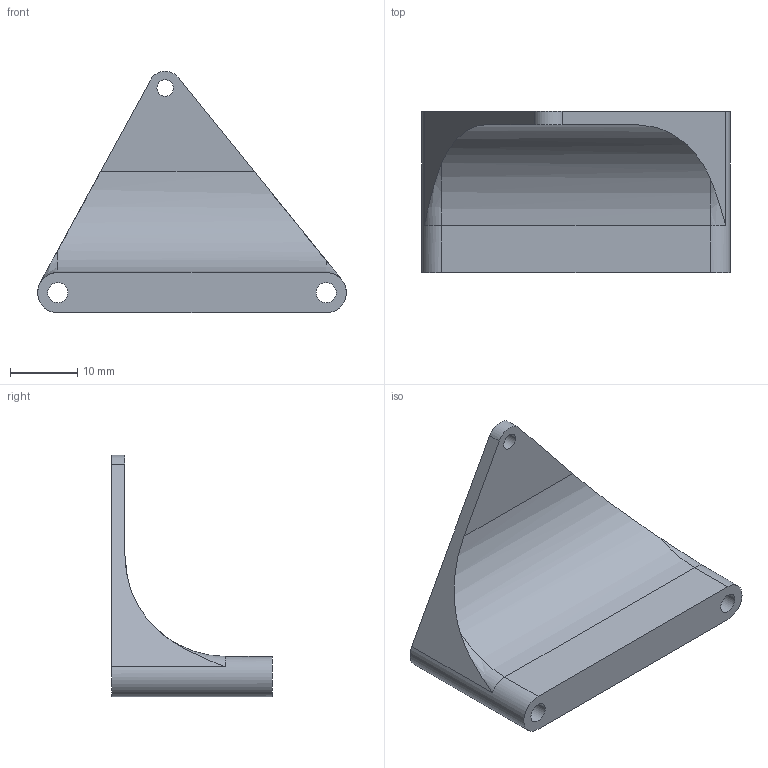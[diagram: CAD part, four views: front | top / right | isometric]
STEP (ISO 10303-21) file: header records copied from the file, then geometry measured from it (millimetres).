
FILE_DESCRIPTION(('CATIA V5 STEP Exchange','CAx-IF Rec.Pracs.--- Model Styling and Organization---1.4--- 2014-01-23','CAx-IF Rec.Pracs.---Representation and Presentation of Product Manufacturing Information (PMI)---4.0---2014-10-13','CAx-IF Rec.Pracs.---User Defined Attributes---1.3---2014-10-09','CAx-IF Rec.Pracs.--- Geometric and Assembly Validation Properties ---4.2---2014-10-09','CAx-IF Rec.Pracs.---3D Tessellated Data Validation Properties---0.5---2014-09-14'),'2;1');
FILE_NAME('Support Gauche.stp','2019-01-28T07:19:22+00:00',('none'),('none'),'CATIA Version 5-6 Release 2017 SP2 HF31','CATIA V5 STEP AP242','none');
FILE_SCHEMA(('AP242_MANAGED_MODEL_BASED_3D_ENGINEERING_MIM_LF {1 0 10303 442 1 1 4}'));
Length unit declared in the file: millimetre
Products named in the file (1): Support
Bounding box: 46 x 24 x 35.99 mm (x, y, z)
Volume: 9345 mm3; surface area: 4603.5 mm2
Topology: 1 solids, 1 shells, 19 faces, 49 edges, 32 vertices
Faces by surface type: cylinder 10, plane 7, torus 2
Entity records: 650 total; most frequent: CARTESIAN_POINT 146, ORIENTED_EDGE 98, DIRECTION 77, EDGE_CURVE 49, AXIS2_PLACEMENT_3D 39, VERTEX_POINT 32, EDGE_LOOP 25, VECTOR 23
